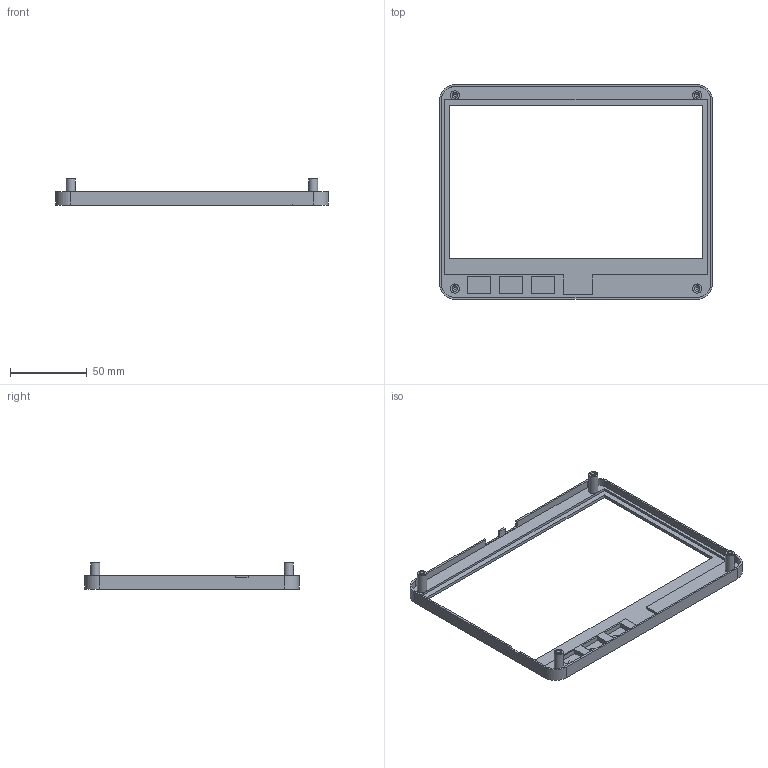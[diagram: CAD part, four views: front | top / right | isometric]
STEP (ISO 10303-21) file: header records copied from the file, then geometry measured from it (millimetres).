
FILE_DESCRIPTION(/* description */ (''),/* implementation_level */ '2;1');
FILE_NAME(/* name */ 'cover.step',/* time_stamp */ '2025-10-08T09:05:34+02:00',/* author */ (''),/* organization */ (''),/* preprocessor_version */ 'ST-DEVELOPER v20.1',/* originating_system */ 'Autodesk Translation Framework v14.17.0.0',/* authorisation */ '');
FILE_SCHEMA (('AUTOMOTIVE_DESIGN { 1 0 10303 214 3 1 1 }'));
Products named in the file (6): custodia; Cover; seri1; seri2; seri3; seri4
Assembly tree (5 placements, depth 2):
  custodia
    Cover
    seri1
    seri2
    seri3
    seri4
Bounding box: 178 x 140 x 17 mm (x, y, z)
Volume: 27864.5 mm3; surface area: 29605.1 mm2
Topology: 31 solids, 31 shells, 1913 faces, 5389 edges, 3592 vertices
Faces by surface type: plane 1378, bspline 499, cylinder 32, cone 4
Full cylindrical faces by diameter (mm): 2 x4, 5 x2, 6 x4
Entity records: 72003 total; most frequent: CARTESIAN_POINT 25653, ORIENTED_EDGE 10778, DIRECTION 7306, EDGE_CURVE 5389, LINE 4310, VECTOR 4310, VERTEX_POINT 3592, EDGE_LOOP 1997
